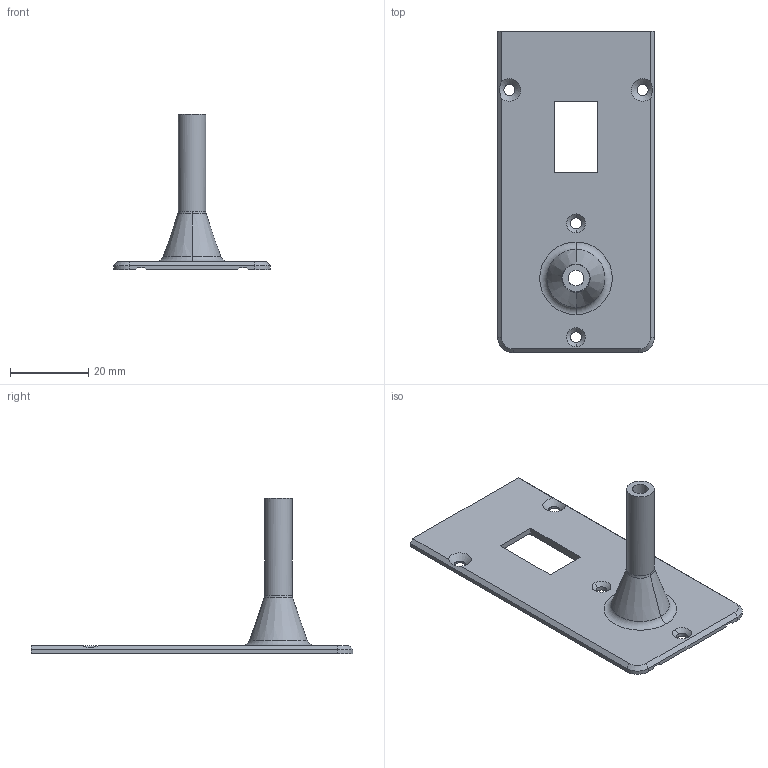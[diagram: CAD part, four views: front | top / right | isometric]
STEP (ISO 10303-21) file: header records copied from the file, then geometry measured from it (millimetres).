
FILE_DESCRIPTION(('FreeCAD Model'),'2;1');
FILE_NAME('IlluUpper.step','2016-07-10T15:08:33',( 'Author'),(''),'Open CASCADE STEP processor 6.9','FreeCAD','Unknown' );
FILE_SCHEMA(('AUTOMOTIVE_DESIGN_CC2 { 1 2 10303 214 -1 1 5 4 }'));
Length unit declared in the file: millimetre
Products named in the file (2): ASSEMBLY; UpperHalf
Assembly tree (1 placements, depth 2):
  ASSEMBLY
    UpperHalf
Bounding box: 40 x 82 x 39.5 mm (x, y, z)
Volume: 7105.3 mm3; surface area: 8111.2 mm2
Topology: 1 solids, 1 shells, 53 faces, 140 edges, 88 vertices
Faces by surface type: plane 24, cone 12, cylinder 9, bspline 6, torus 2
Full cylindrical faces by diameter (mm): 2.8 x4, 4 x1, 7 x1, 10 x1
Entity records: 6093 total; most frequent: CARTESIAN_POINT 3394, DIRECTION 450, ORIENTED_EDGE 280, PCURVE 280, DEFINITIONAL_REPRESENTATION 280, LINE 260, VECTOR 260, EDGE_CURVE 140
